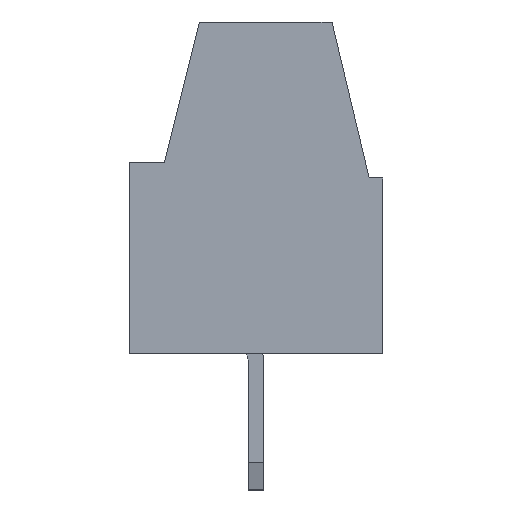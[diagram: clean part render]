
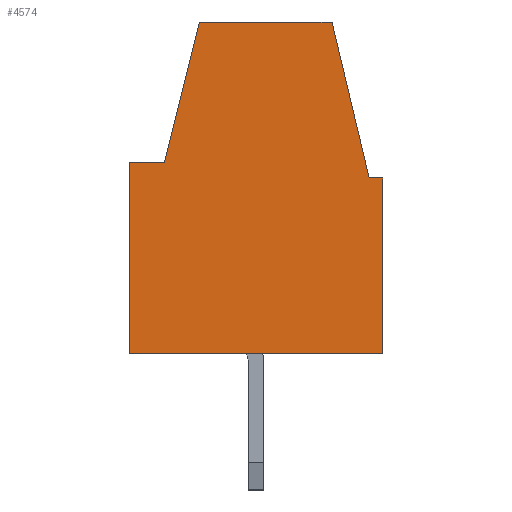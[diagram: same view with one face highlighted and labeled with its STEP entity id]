
A CAD part, left-side view. The second image highlights one B-rep face of the part: STEP entity #4574.
In plain terms, the highlighted planar face has unit normal (-1, 0, 0).
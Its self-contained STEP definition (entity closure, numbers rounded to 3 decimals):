
#565=ORIENTED_EDGE('',*,*,#1784,.T.);
#566=ORIENTED_EDGE('',*,*,#1474,.T.);
#567=ORIENTED_EDGE('',*,*,#1787,.T.);
#568=ORIENTED_EDGE('',*,*,#1792,.T.);
#569=ORIENTED_EDGE('',*,*,#1804,.T.);
#570=ORIENTED_EDGE('',*,*,#1491,.T.);
#571=ORIENTED_EDGE('',*,*,#1614,.T.);
#572=ORIENTED_EDGE('',*,*,#1807,.T.);
#1474=EDGE_CURVE('',#2128,#2129,#2557,.T.);
#1491=EDGE_CURVE('',#2144,#2145,#2572,.T.);
#1614=EDGE_CURVE('',#2145,#2260,#2695,.T.);
#1784=EDGE_CURVE('',#2394,#2128,#2856,.T.);
#1787=EDGE_CURVE('',#2129,#2396,#2859,.T.);
#1792=EDGE_CURVE('',#2396,#2398,#2864,.T.);
#1804=EDGE_CURVE('',#2398,#2144,#2876,.T.);
#1807=EDGE_CURVE('',#2260,#2394,#2879,.T.);
#2128=VERTEX_POINT('',#6648);
#2129=VERTEX_POINT('',#6649);
#2144=VERTEX_POINT('',#6683);
#2145=VERTEX_POINT('',#6684);
#2260=VERTEX_POINT('',#6928);
#2394=VERTEX_POINT('',#7261);
#2396=VERTEX_POINT('',#7267);
#2398=VERTEX_POINT('',#7274);
#2557=LINE('',#6647,#3153);
#2572=LINE('',#6682,#3168);
#2695=LINE('',#6927,#3291);
#2856=LINE('',#7260,#3452);
#2859=LINE('',#7266,#3455);
#2864=LINE('',#7275,#3460);
#2876=LINE('',#7295,#3472);
#2879=LINE('',#7300,#3475);
#3153=VECTOR('',#5445,1000.);
#3168=VECTOR('',#5468,1000.);
#3291=VECTOR('',#5603,1000.);
#3452=VECTOR('',#5840,1000.);
#3455=VECTOR('',#5845,1000.);
#3460=VECTOR('',#5852,1000.);
#3472=VECTOR('',#5866,1000.);
#3475=VECTOR('',#5871,1000.);
#3814=EDGE_LOOP('',(#565,#566,#567,#568,#569,#570,#571,#572));
#4096=FACE_BOUND('',#3814,.T.);
#4354=PLANE('',#5182);
#4574=ADVANCED_FACE('',(#4096),#4354,.T.);
#5182=AXIS2_PLACEMENT_3D('',#7303,#5875,#5876);
#5445=DIRECTION('',(0.,1.,0.));
#5468=DIRECTION('',(0.,-1.,0.));
#5603=DIRECTION('',(0.,0.,1.));
#5840=DIRECTION('',(0.,0.231,0.973));
#5845=DIRECTION('',(0.,0.243,-0.97));
#5852=DIRECTION('',(0.,1.,0.));
#5866=DIRECTION('',(0.,0.,-1.));
#5871=DIRECTION('',(0.,1.,0.));
#5875=DIRECTION('',(-1.,0.,0.));
#5876=DIRECTION('',(0.,0.,1.));
#6647=CARTESIAN_POINT('',(-5.28,-1.95,6.05));
#6648=CARTESIAN_POINT('',(-5.28,-1.95,6.05));
#6649=CARTESIAN_POINT('',(-5.28,1.45,6.05));
#6682=CARTESIAN_POINT('',(-5.28,3.25,-2.45));
#6683=CARTESIAN_POINT('',(-5.28,3.25,-2.45));
#6684=CARTESIAN_POINT('',(-5.28,-3.25,-2.45));
#6927=CARTESIAN_POINT('',(-5.28,-3.25,-2.45));
#6928=CARTESIAN_POINT('',(-5.28,-3.25,2.05));
#7260=CARTESIAN_POINT('',(-5.28,-2.9,2.05));
#7261=CARTESIAN_POINT('',(-5.28,-2.9,2.05));
#7266=CARTESIAN_POINT('',(-5.28,1.45,6.05));
#7267=CARTESIAN_POINT('',(-5.28,2.35,2.45));
#7274=CARTESIAN_POINT('',(-5.28,3.25,2.45));
#7275=CARTESIAN_POINT('',(-5.28,2.35,2.45));
#7295=CARTESIAN_POINT('',(-5.28,3.25,2.45));
#7300=CARTESIAN_POINT('',(-5.28,-3.25,2.05));
#7303=CARTESIAN_POINT('',(-5.28,0.,0.));
